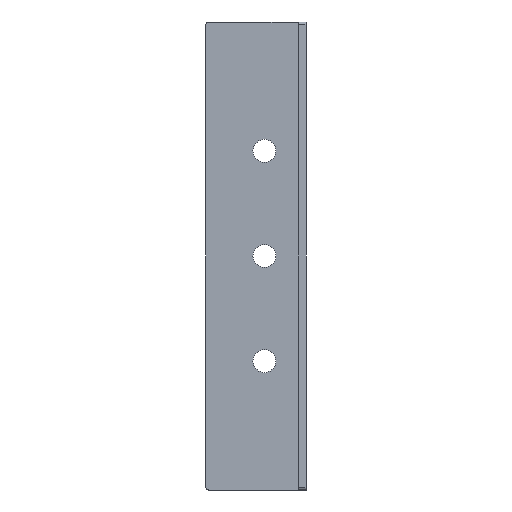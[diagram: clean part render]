
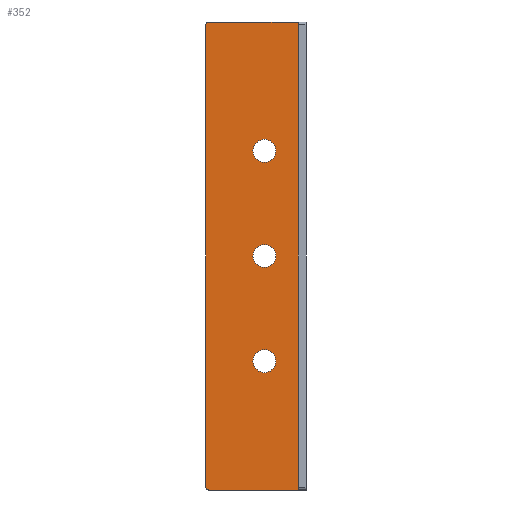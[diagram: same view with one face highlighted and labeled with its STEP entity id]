
A CAD part, front view. The second image highlights one B-rep face of the part: STEP entity #352.
In plain terms, the highlighted planar face has unit normal (0, -1, 0).
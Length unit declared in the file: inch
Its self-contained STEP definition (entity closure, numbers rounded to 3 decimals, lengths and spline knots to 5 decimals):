
#140 = CARTESIAN_POINT ( 'NONE',  ( 0.06299, -0.05906, 0.08563 ) ) ;
#141 = CARTESIAN_POINT ( 'NONE',  ( 0.06299, -0.05906, -0.08563 ) ) ;
#142 = DIRECTION ( 'NONE',  ( 0., 0., 1. ) ) ;
#143 = DIRECTION ( 'NONE',  ( 0., 1., 0. ) ) ;
#144 = AXIS2_PLACEMENT_3D ( 'NONE', #201, #143, #142 ) ;
#145 = CIRCLE ( 'NONE', #144, 0.08563 ) ;
#151 = CIRCLE ( 'NONE', #195, 0.08563 ) ;
#156 = CARTESIAN_POINT ( 'NONE',  ( 0.06299, -0.05906, 0.7874 ) ) ;
#191 = CARTESIAN_POINT ( 'NONE',  ( 0.06299, -0.05906, 0.87303 ) ) ;
#192 = CARTESIAN_POINT ( 'NONE',  ( 0.06299, -0.05906, 0.70177 ) ) ;
#193 = DIRECTION ( 'NONE',  ( 0., 0., 1. ) ) ;
#194 = DIRECTION ( 'NONE',  ( 0., 1., 0. ) ) ;
#195 = AXIS2_PLACEMENT_3D ( 'NONE', #156, #194, #193 ) ;
#201 = CARTESIAN_POINT ( 'NONE',  ( 0.06299, -0.05906, 0. ) ) ;
#223 = DIRECTION ( 'NONE',  ( 0., 0., 1. ) ) ;
#224 = VECTOR ( 'NONE', #223, 39.37008 ) ;
#225 = CARTESIAN_POINT ( 'NONE',  ( -0.375, -0.05906, 1.75197 ) ) ;
#226 = LINE ( 'NONE', #225, #224 ) ;
#267 = VERTEX_POINT ( 'NONE', #772 ) ;
#330 = EDGE_LOOP ( 'NONE', ( #542, #557, #334, #558, #400, #548 ) ) ;
#331 = ORIENTED_EDGE ( 'NONE', *, *, #622, .T. ) ;
#334 = ORIENTED_EDGE ( 'NONE', *, *, #403, .F. ) ;
#335 = EDGE_CURVE ( 'NONE', #624, #623, #780, .T. ) ;
#336 = EDGE_CURVE ( 'NONE', #572, #571, #781, .T. ) ;
#337 = ORIENTED_EDGE ( 'NONE', *, *, #570, .T. ) ;
#338 = EDGE_LOOP ( 'NONE', ( #409, #331 ) ) ;
#340 = EDGE_LOOP ( 'NONE', ( #341, #345 ) ) ;
#341 = ORIENTED_EDGE ( 'NONE', *, *, #344, .T. ) ;
#344 = EDGE_CURVE ( 'NONE', #373, #372, #669, .T. ) ;
#345 = ORIENTED_EDGE ( 'NONE', *, *, #371, .T. ) ;
#346 = ORIENTED_EDGE ( 'NONE', *, *, #336, .T. ) ;
#347 = EDGE_LOOP ( 'NONE', ( #346, #337 ) ) ;
#348 = VERTEX_POINT ( 'NONE', #664 ) ;
#352 = ADVANCED_FACE ( 'NONE', ( #654, #707, #706, #705 ), #704, .T. ) ;
#371 = EDGE_CURVE ( 'NONE', #372, #373, #851, .T. ) ;
#372 = VERTEX_POINT ( 'NONE', #949 ) ;
#373 = VERTEX_POINT ( 'NONE', #948 ) ;
#400 = ORIENTED_EDGE ( 'NONE', *, *, #401, .F. ) ;
#401 = EDGE_CURVE ( 'NONE', #413, #467, #866, .T. ) ;
#403 = EDGE_CURVE ( 'NONE', #459, #348, #937, .T. ) ;
#409 = ORIENTED_EDGE ( 'NONE', *, *, #335, .T. ) ;
#413 = VERTEX_POINT ( 'NONE', #875 ) ;
#439 = EDGE_CURVE ( 'NONE', #413, #440, #1014, .T. ) ;
#440 = VERTEX_POINT ( 'NONE', #947 ) ;
#452 = EDGE_CURVE ( 'NONE', #267, #348, #987, .T. ) ;
#459 = VERTEX_POINT ( 'NONE', #820 ) ;
#467 = VERTEX_POINT ( 'NONE', #971 ) ;
#484 = EDGE_CURVE ( 'NONE', #459, #467, #957, .T. ) ;
#542 = ORIENTED_EDGE ( 'NONE', *, *, #556, .F. ) ;
#548 = ORIENTED_EDGE ( 'NONE', *, *, #439, .T. ) ;
#556 = EDGE_CURVE ( 'NONE', #267, #440, #226, .T. ) ;
#557 = ORIENTED_EDGE ( 'NONE', *, *, #452, .T. ) ;
#558 = ORIENTED_EDGE ( 'NONE', *, *, #484, .T. ) ;
#570 = EDGE_CURVE ( 'NONE', #571, #572, #151, .T. ) ;
#571 = VERTEX_POINT ( 'NONE', #192 ) ;
#572 = VERTEX_POINT ( 'NONE', #191 ) ;
#622 = EDGE_CURVE ( 'NONE', #623, #624, #145, .T. ) ;
#623 = VERTEX_POINT ( 'NONE', #141 ) ;
#624 = VERTEX_POINT ( 'NONE', #140 ) ;
#654 = FACE_BOUND ( 'NONE', #340, .T. ) ;
#664 = CARTESIAN_POINT ( 'NONE',  ( -0.35531, -0.05906, -1.75197 ) ) ;
#665 = DIRECTION ( 'NONE',  ( 0., 0., 1. ) ) ;
#666 = DIRECTION ( 'NONE',  ( 0., 1., 0. ) ) ;
#667 = CARTESIAN_POINT ( 'NONE',  ( 0.06299, -0.05906, -0.7874 ) ) ;
#668 = AXIS2_PLACEMENT_3D ( 'NONE', #667, #666, #665 ) ;
#669 = CIRCLE ( 'NONE', #668, 0.08563 ) ;
#672 = DIRECTION ( 'NONE',  ( 0., 0., 1. ) ) ;
#673 = DIRECTION ( 'NONE',  ( 0., 1., 0. ) ) ;
#674 = CARTESIAN_POINT ( 'NONE',  ( 0.06299, -0.05906, 0.7874 ) ) ;
#675 = AXIS2_PLACEMENT_3D ( 'NONE', #674, #673, #672 ) ;
#700 = DIRECTION ( 'NONE',  ( 0., 0., -1. ) ) ;
#701 = DIRECTION ( 'NONE',  ( 0., -1., 0. ) ) ;
#702 = CARTESIAN_POINT ( 'NONE',  ( 0., -0.05906, 0. ) ) ;
#703 = AXIS2_PLACEMENT_3D ( 'NONE', #702, #701, #700 ) ;
#704 = PLANE ( 'NONE',  #703 ) ;
#705 = FACE_OUTER_BOUND ( 'NONE', #330, .T. ) ;
#706 = FACE_BOUND ( 'NONE', #338, .T. ) ;
#707 = FACE_BOUND ( 'NONE', #347, .T. ) ;
#772 = CARTESIAN_POINT ( 'NONE',  ( -0.375, -0.05906, -1.73228 ) ) ;
#776 = DIRECTION ( 'NONE',  ( 0., 0., 1. ) ) ;
#777 = DIRECTION ( 'NONE',  ( 0., 1., 0. ) ) ;
#778 = CARTESIAN_POINT ( 'NONE',  ( 0.06299, -0.05906, 0. ) ) ;
#779 = AXIS2_PLACEMENT_3D ( 'NONE', #778, #777, #776 ) ;
#780 = CIRCLE ( 'NONE', #779, 0.08563 ) ;
#781 = CIRCLE ( 'NONE', #675, 0.08563 ) ;
#817 = DIRECTION ( 'NONE',  ( 0., 1., 0. ) ) ;
#818 = CARTESIAN_POINT ( 'NONE',  ( 0.06299, -0.05906, -0.7874 ) ) ;
#820 = CARTESIAN_POINT ( 'NONE',  ( 0.31594, -0.05906, -1.75197 ) ) ;
#850 = AXIS2_PLACEMENT_3D ( 'NONE', #818, #817, #950 ) ;
#851 = CIRCLE ( 'NONE', #850, 0.08563 ) ;
#853 = CARTESIAN_POINT ( 'NONE',  ( -0.35531, -0.05906, -1.73228 ) ) ;
#863 = DIRECTION ( 'NONE',  ( 1., 0., 0. ) ) ;
#864 = VECTOR ( 'NONE', #863, 39.37008 ) ;
#865 = CARTESIAN_POINT ( 'NONE',  ( 0.375, -0.05906, 1.75197 ) ) ;
#866 = LINE ( 'NONE', #865, #864 ) ;
#875 = CARTESIAN_POINT ( 'NONE',  ( -0.35531, -0.05906, 1.75197 ) ) ;
#892 = DIRECTION ( 'NONE',  ( 0., 0., 1. ) ) ;
#934 = DIRECTION ( 'NONE',  ( -1., 0., 0. ) ) ;
#935 = VECTOR ( 'NONE', #934, 39.37008 ) ;
#936 = CARTESIAN_POINT ( 'NONE',  ( -0.375, -0.05906, -1.75197 ) ) ;
#937 = LINE ( 'NONE', #936, #935 ) ;
#947 = CARTESIAN_POINT ( 'NONE',  ( -0.375, -0.05906, 1.73228 ) ) ;
#948 = CARTESIAN_POINT ( 'NONE',  ( 0.06299, -0.05906, -0.70177 ) ) ;
#949 = CARTESIAN_POINT ( 'NONE',  ( 0.06299, -0.05906, -0.87303 ) ) ;
#950 = DIRECTION ( 'NONE',  ( 0., 0., 1. ) ) ;
#951 = VECTOR ( 'NONE', #892, 39.37008 ) ;
#952 = CARTESIAN_POINT ( 'NONE',  ( 0.31594, -0.05906, 0. ) ) ;
#957 = LINE ( 'NONE', #952, #951 ) ;
#971 = CARTESIAN_POINT ( 'NONE',  ( 0.31594, -0.05906, 1.75197 ) ) ;
#984 = DIRECTION ( 'NONE',  ( 0., 0., 1. ) ) ;
#985 = DIRECTION ( 'NONE',  ( 0., -1., 0. ) ) ;
#986 = AXIS2_PLACEMENT_3D ( 'NONE', #853, #985, #984 ) ;
#987 = CIRCLE ( 'NONE', #986, 0.01969 ) ;
#1010 = DIRECTION ( 'NONE',  ( 0., 0., 1. ) ) ;
#1011 = DIRECTION ( 'NONE',  ( 0., -1., 0. ) ) ;
#1012 = CARTESIAN_POINT ( 'NONE',  ( -0.35531, -0.05906, 1.73228 ) ) ;
#1013 = AXIS2_PLACEMENT_3D ( 'NONE', #1012, #1011, #1010 ) ;
#1014 = CIRCLE ( 'NONE', #1013, 0.01969 ) ;
